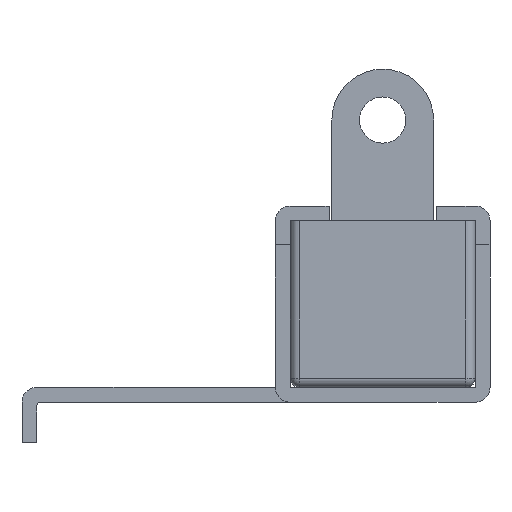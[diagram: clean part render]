
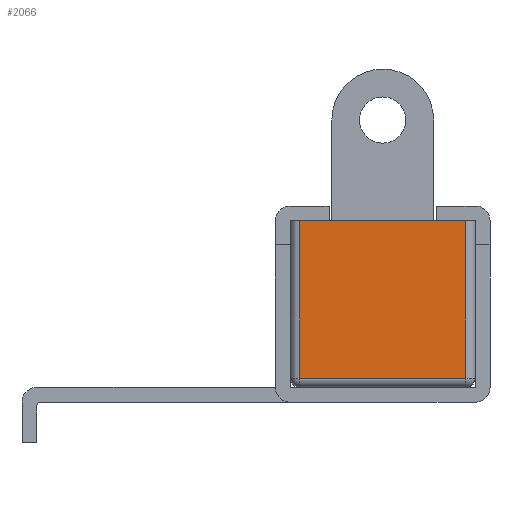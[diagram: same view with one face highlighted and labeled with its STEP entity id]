
A CAD part, left-side view. The second image highlights one B-rep face of the part: STEP entity #2066.
In plain terms, the highlighted planar face has unit normal (-1, 0, 0).
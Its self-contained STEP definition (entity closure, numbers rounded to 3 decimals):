
#77 = CARTESIAN_POINT ( 'NONE',  ( -63.239, 16.896, 0.5 ) ) ;
#196 = DIRECTION ( 'NONE',  ( 0., 0., -1. ) ) ;
#420 = EDGE_CURVE ( 'NONE', #1750, #3065, #747, .T. ) ;
#567 = VECTOR ( 'NONE', #1644, 1000. ) ;
#617 = FACE_OUTER_BOUND ( 'NONE', #2547, .T. ) ;
#676 = PLANE ( 'NONE',  #4342 ) ;
#720 = CARTESIAN_POINT ( 'NONE',  ( -63.239, 16.896, 9. ) ) ;
#747 = LINE ( 'NONE', #2594, #3428 ) ;
#1392 = LINE ( 'NONE', #77, #1507 ) ;
#1429 = CARTESIAN_POINT ( 'NONE',  ( -63.239, 16.896, 9. ) ) ;
#1507 = VECTOR ( 'NONE', #2520, 1000. ) ;
#1644 = DIRECTION ( 'NONE',  ( 0., -1., 0. ) ) ;
#1750 = VERTEX_POINT ( 'NONE', #2371 ) ;
#1867 = DIRECTION ( 'NONE',  ( 0., 0., 1. ) ) ;
#1897 = EDGE_CURVE ( 'NONE', #2461, #3065, #4303, .T. ) ;
#2066 = ADVANCED_FACE ( 'NONE', ( #617 ), #676, .F. ) ;
#2141 = ORIENTED_EDGE ( 'NONE', *, *, #1897, .F. ) ;
#2187 = LINE ( 'NONE', #4417, #4302 ) ;
#2371 = CARTESIAN_POINT ( 'NONE',  ( -63.239, 17.396, 0.5 ) ) ;
#2429 = VERTEX_POINT ( 'NONE', #4422 ) ;
#2461 = VERTEX_POINT ( 'NONE', #3355 ) ;
#2520 = DIRECTION ( 'NONE',  ( 0., -1., 0. ) ) ;
#2547 = EDGE_LOOP ( 'NONE', ( #3593, #2746, #3800, #2141 ) ) ;
#2594 = CARTESIAN_POINT ( 'NONE',  ( -63.239, 17.396, 9. ) ) ;
#2746 = ORIENTED_EDGE ( 'NONE', *, *, #3281, .T. ) ;
#3065 = VERTEX_POINT ( 'NONE', #3813 ) ;
#3127 = DIRECTION ( 'NONE',  ( 1., 0., 0. ) ) ;
#3190 = DIRECTION ( 'NONE',  ( 0., 0., -1. ) ) ;
#3281 = EDGE_CURVE ( 'NONE', #2429, #1750, #1392, .T. ) ;
#3355 = CARTESIAN_POINT ( 'NONE',  ( -63.239, 26.396, 9. ) ) ;
#3428 = VECTOR ( 'NONE', #1867, 1000. ) ;
#3593 = ORIENTED_EDGE ( 'NONE', *, *, #3763, .T. ) ;
#3763 = EDGE_CURVE ( 'NONE', #2461, #2429, #2187, .T. ) ;
#3800 = ORIENTED_EDGE ( 'NONE', *, *, #420, .T. ) ;
#3813 = CARTESIAN_POINT ( 'NONE',  ( -63.239, 17.396, 9. ) ) ;
#4302 = VECTOR ( 'NONE', #196, 1000. ) ;
#4303 = LINE ( 'NONE', #1429, #567 ) ;
#4342 = AXIS2_PLACEMENT_3D ( 'NONE', #720, #3127, #3190 ) ;
#4417 = CARTESIAN_POINT ( 'NONE',  ( -63.239, 26.396, 9. ) ) ;
#4422 = CARTESIAN_POINT ( 'NONE',  ( -63.239, 26.396, 0.5 ) ) ;
